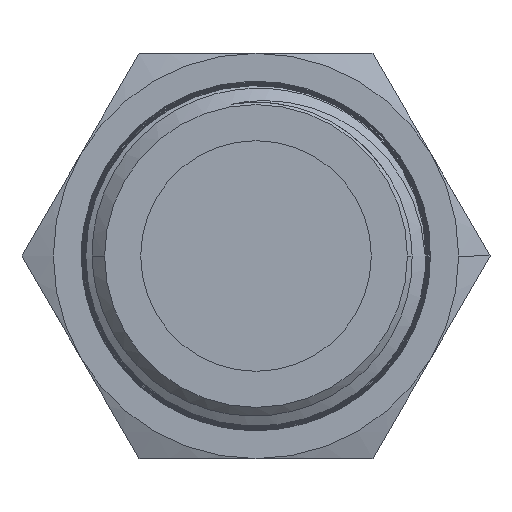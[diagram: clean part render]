
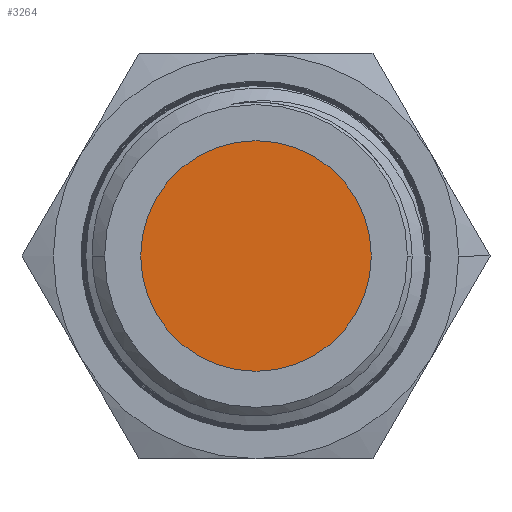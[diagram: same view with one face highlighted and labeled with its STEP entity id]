
A CAD part, left-side view. The second image highlights one B-rep face of the part: STEP entity #3264.
In plain terms, the highlighted planar face has unit normal (-1, 0, 0).
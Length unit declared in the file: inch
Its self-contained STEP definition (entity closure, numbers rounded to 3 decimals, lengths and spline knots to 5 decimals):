
#123 = DIRECTION ( 'NONE',  ( 0., 1., 0. ) ) ;
#554 = DIRECTION ( 'NONE',  ( -1., 0., 0. ) ) ;
#751 = PLANE ( 'NONE',  #1799 ) ;
#1162 = CARTESIAN_POINT ( 'NONE',  ( -0.22, -0.34219, 0. ) ) ;
#1221 = DIRECTION ( 'NONE',  ( 0., 1., 0. ) ) ;
#1247 = EDGE_CURVE ( 'NONE', #1251, #2085, #4169, .T. ) ;
#1251 = VERTEX_POINT ( 'NONE', #1162 ) ;
#1369 = CARTESIAN_POINT ( 'NONE',  ( -0.22, 0., 0. ) ) ;
#1535 = CIRCLE ( 'NONE', #1855, 0.34219 ) ;
#1664 = EDGE_CURVE ( 'NONE', #2085, #1251, #1535, .T. ) ;
#1799 = AXIS2_PLACEMENT_3D ( 'NONE', #2829, #2443, #1221 ) ;
#1855 = AXIS2_PLACEMENT_3D ( 'NONE', #1369, #554, #123 ) ;
#1990 = CARTESIAN_POINT ( 'NONE',  ( -0.22, 0.34219, 0. ) ) ;
#2085 = VERTEX_POINT ( 'NONE', #1990 ) ;
#2251 = FACE_OUTER_BOUND ( 'NONE', #3591, .T. ) ;
#2443 = DIRECTION ( 'NONE',  ( 1., 0., 0. ) ) ;
#2829 = CARTESIAN_POINT ( 'NONE',  ( -0.22, 0.69462, 0. ) ) ;
#3228 = AXIS2_PLACEMENT_3D ( 'NONE', #4867, #3233, #3652 ) ;
#3233 = DIRECTION ( 'NONE',  ( -1., 0., 0. ) ) ;
#3264 = ADVANCED_FACE ( 'NONE', ( #2251 ), #751, .F. ) ;
#3591 = EDGE_LOOP ( 'NONE', ( #3747, #4803 ) ) ;
#3652 = DIRECTION ( 'NONE',  ( 0., 1., 0. ) ) ;
#3747 = ORIENTED_EDGE ( 'NONE', *, *, #1247, .T. ) ;
#4169 = CIRCLE ( 'NONE', #3228, 0.34219 ) ;
#4803 = ORIENTED_EDGE ( 'NONE', *, *, #1664, .T. ) ;
#4867 = CARTESIAN_POINT ( 'NONE',  ( -0.22, 0., 0. ) ) ;
